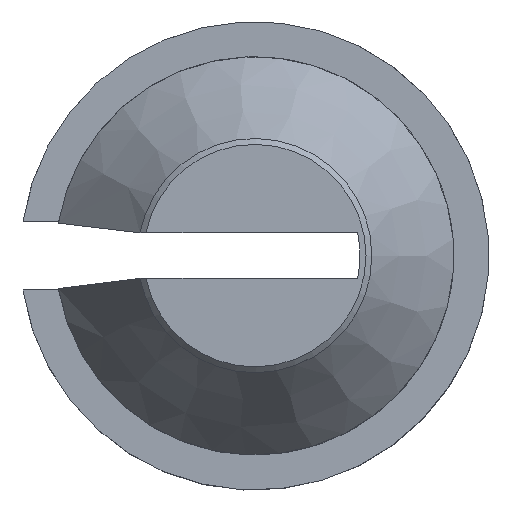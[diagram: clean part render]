
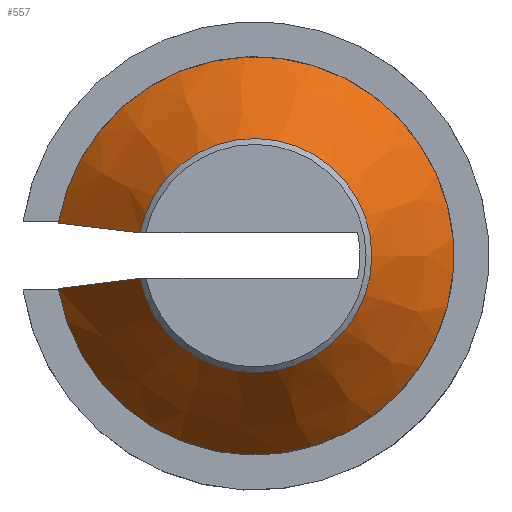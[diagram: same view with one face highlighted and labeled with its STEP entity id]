
A CAD part, top view. The second image highlights one B-rep face of the part: STEP entity #557.
In plain terms, the highlighted conical face has half-angle 36.098 degrees and reference radius 26.988 mm.
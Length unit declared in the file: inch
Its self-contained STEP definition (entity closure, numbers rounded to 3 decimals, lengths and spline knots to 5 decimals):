
#27=(
BOUNDED_CURVE()
B_SPLINE_CURVE(2,(#984,#985,#986),.UNSPECIFIED.,.F.,.F.)
B_SPLINE_CURVE_WITH_KNOTS((3,3),(0.,1.88724),.UNSPECIFIED.)
CURVE()
GEOMETRIC_REPRESENTATION_ITEM()
RATIONAL_B_SPLINE_CURVE((1.,1.036,1.))
REPRESENTATION_ITEM('')
);
#29=(
BOUNDED_CURVE()
B_SPLINE_CURVE(2,(#1011,#1012,#1013),.UNSPECIFIED.,.F.,.F.)
B_SPLINE_CURVE_WITH_KNOTS((3,3),(0.,1.88724),.UNSPECIFIED.)
CURVE()
GEOMETRIC_REPRESENTATION_ITEM()
RATIONAL_B_SPLINE_CURVE((1.,1.036,1.))
REPRESENTATION_ITEM('')
);
#46=CIRCLE('',#620,0.625);
#50=CIRCLE('',#639,1.0625);
#59=CONICAL_SURFACE('',#640,1.0625,0.63);
#93=FACE_OUTER_BOUND('',#127,.T.);
#127=EDGE_LOOP('',(#500,#501,#502,#503));
#240=VERTEX_POINT('',#940);
#248=VERTEX_POINT('',#972);
#250=VERTEX_POINT('',#983);
#257=VERTEX_POINT('',#1009);
#320=EDGE_CURVE('',#240,#248,#46,.T.);
#324=EDGE_CURVE('',#250,#240,#27,.T.);
#336=EDGE_CURVE('',#248,#257,#29,.T.);
#339=EDGE_CURVE('',#257,#250,#50,.T.);
#500=ORIENTED_EDGE('',*,*,#324,.T.);
#501=ORIENTED_EDGE('',*,*,#320,.T.);
#502=ORIENTED_EDGE('',*,*,#336,.T.);
#503=ORIENTED_EDGE('',*,*,#339,.T.);
#557=ADVANCED_FACE('',(#93),#59,.T.);
#620=AXIS2_PLACEMENT_3D('',#974,#763,#764);
#639=AXIS2_PLACEMENT_3D('',#1019,#806,#807);
#640=AXIS2_PLACEMENT_3D('',#1020,#808,#809);
#763=DIRECTION('center_axis',(0.,0.,-1.));
#764=DIRECTION('ref_axis',(1.,0.,0.));
#806=DIRECTION('center_axis',(0.,0.,1.));
#807=DIRECTION('ref_axis',(1.,0.,0.));
#808=DIRECTION('center_axis',(0.,0.,-1.));
#809=DIRECTION('ref_axis',(1.,0.,0.));
#940=CARTESIAN_POINT('',(-0.613,0.1219,0.75));
#972=CARTESIAN_POINT('',(-0.613,-0.1219,0.75));
#974=CARTESIAN_POINT('Origin',(0.,0.,0.75));
#983=CARTESIAN_POINT('',(-1.04809,0.17438,0.15));
#984=CARTESIAN_POINT('Ctrl Pts',(-1.04809,0.17438,0.15));
#985=CARTESIAN_POINT('Ctrl Pts',(-0.77376,0.14127,0.52858));
#986=CARTESIAN_POINT('Ctrl Pts',(-0.613,0.1219,0.75));
#1009=CARTESIAN_POINT('',(-1.04809,-0.17438,0.15));
#1011=CARTESIAN_POINT('Ctrl Pts',(-0.613,-0.1219,
0.75));
#1012=CARTESIAN_POINT('Ctrl Pts',(-0.77376,-0.14127,
0.52858));
#1013=CARTESIAN_POINT('Ctrl Pts',(-1.04809,-0.17438,
0.15));
#1019=CARTESIAN_POINT('Origin',(0.,0.,0.15));
#1020=CARTESIAN_POINT('Origin',(0.,0.,0.15));
